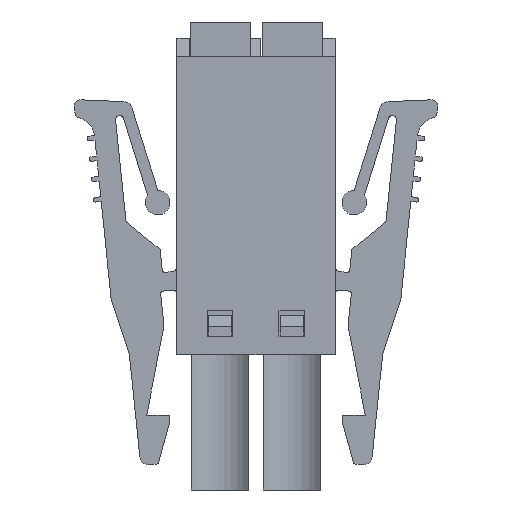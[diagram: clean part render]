
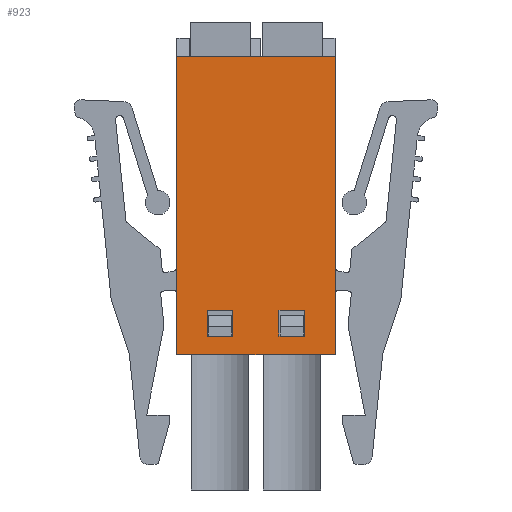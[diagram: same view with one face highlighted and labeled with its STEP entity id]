
A CAD part, front view. The second image highlights one B-rep face of the part: STEP entity #923.
In plain terms, the highlighted planar face has unit normal (0, -1, 0).
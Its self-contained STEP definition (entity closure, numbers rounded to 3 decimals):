
#923 = ADVANCED_FACE( '', ( #2174, #2175, #2176 ), #2177, .F. );
#2174 = FACE_BOUND( '', #3815, .T. );
#2175 = FACE_BOUND( '', #3816, .T. );
#2176 = FACE_OUTER_BOUND( '', #3817, .T. );
#2177 = PLANE( '', #3818 );
#3815 = EDGE_LOOP( '', ( #6241, #6242, #6243, #6244 ) );
#3816 = EDGE_LOOP( '', ( #6245, #6246, #6247, #6248 ) );
#3817 = EDGE_LOOP( '', ( #6249, #6250, #6251, #6252 ) );
#3818 = AXIS2_PLACEMENT_3D( '', #6253, #6254, #6255 );
#6241 = ORIENTED_EDGE( '', *, *, #10995, .F. );
#6242 = ORIENTED_EDGE( '', *, *, #10996, .F. );
#6243 = ORIENTED_EDGE( '', *, *, #10997, .F. );
#6244 = ORIENTED_EDGE( '', *, *, #10998, .F. );
#6245 = ORIENTED_EDGE( '', *, *, #10999, .F. );
#6246 = ORIENTED_EDGE( '', *, *, #11000, .F. );
#6247 = ORIENTED_EDGE( '', *, *, #11001, .F. );
#6248 = ORIENTED_EDGE( '', *, *, #11002, .F. );
#6249 = ORIENTED_EDGE( '', *, *, #11003, .T. );
#6250 = ORIENTED_EDGE( '', *, *, #11004, .F. );
#6251 = ORIENTED_EDGE( '', *, *, #11005, .F. );
#6252 = ORIENTED_EDGE( '', *, *, #11006, .T. );
#6253 = CARTESIAN_POINT( '', ( 3.85, -3.9, 7.25 ) );
#6254 = DIRECTION( '', ( 0., 1., 0. ) );
#6255 = DIRECTION( '', ( 0., 0., 1. ) );
#10995 = EDGE_CURVE( '', #13590, #13591, #13592, .T. );
#10996 = EDGE_CURVE( '', #13593, #13590, #13594, .T. );
#10997 = EDGE_CURVE( '', #13595, #13593, #13596, .T. );
#10998 = EDGE_CURVE( '', #13591, #13595, #13597, .T. );
#10999 = EDGE_CURVE( '', #13598, #13599, #13600, .T. );
#11000 = EDGE_CURVE( '', #13601, #13598, #13602, .T. );
#11001 = EDGE_CURVE( '', #13603, #13601, #13604, .T. );
#11002 = EDGE_CURVE( '', #13599, #13603, #13605, .T. );
#11003 = EDGE_CURVE( '', #13606, #13607, #13608, .T. );
#11004 = EDGE_CURVE( '', #13609, #13607, #13610, .T. );
#11005 = EDGE_CURVE( '', #13611, #13609, #13612, .T. );
#11006 = EDGE_CURVE( '', #13611, #13606, #13613, .T. );
#13590 = VERTEX_POINT( '', #17267 );
#13591 = VERTEX_POINT( '', #17268 );
#13592 = LINE( '', #17269, #17270 );
#13593 = VERTEX_POINT( '', #17271 );
#13594 = LINE( '', #17272, #17273 );
#13595 = VERTEX_POINT( '', #17274 );
#13596 = LINE( '', #17275, #17276 );
#13597 = LINE( '', #17277, #17278 );
#13598 = VERTEX_POINT( '', #17279 );
#13599 = VERTEX_POINT( '', #17280 );
#13600 = LINE( '', #17281, #17282 );
#13601 = VERTEX_POINT( '', #17283 );
#13602 = LINE( '', #17284, #17285 );
#13603 = VERTEX_POINT( '', #17286 );
#13604 = LINE( '', #17287, #17288 );
#13605 = LINE( '', #17289, #17290 );
#13606 = VERTEX_POINT( '', #17291 );
#13607 = VERTEX_POINT( '', #17292 );
#13608 = LINE( '', #17293, #17294 );
#13609 = VERTEX_POINT( '', #17295 );
#13610 = LINE( '', #17296, #17297 );
#13611 = VERTEX_POINT( '', #17298 );
#13612 = LINE( '', #17299, #17300 );
#13613 = LINE( '', #17301, #17302 );
#17267 = CARTESIAN_POINT( '', ( -2.38, -3.9, -6.35 ) );
#17268 = CARTESIAN_POINT( '', ( -1.13, -3.9, -6.35 ) );
#17269 = CARTESIAN_POINT( '', ( -2.38, -3.9, -6.35 ) );
#17270 = VECTOR( '', #20672, 1000. );
#17271 = CARTESIAN_POINT( '', ( -2.38, -3.9, -5.1 ) );
#17272 = CARTESIAN_POINT( '', ( -2.38, -3.9, -5.1 ) );
#17273 = VECTOR( '', #20673, 1000. );
#17274 = CARTESIAN_POINT( '', ( -1.13, -3.9, -5.1 ) );
#17275 = CARTESIAN_POINT( '', ( -1.13, -3.9, -5.1 ) );
#17276 = VECTOR( '', #20674, 1000. );
#17277 = CARTESIAN_POINT( '', ( -1.13, -3.9, -6.35 ) );
#17278 = VECTOR( '', #20675, 1000. );
#17279 = CARTESIAN_POINT( '', ( 1.12, -3.9, -6.35 ) );
#17280 = CARTESIAN_POINT( '', ( 2.37, -3.9, -6.35 ) );
#17281 = CARTESIAN_POINT( '', ( 1.12, -3.9, -6.35 ) );
#17282 = VECTOR( '', #20676, 1000. );
#17283 = CARTESIAN_POINT( '', ( 1.12, -3.9, -5.1 ) );
#17284 = CARTESIAN_POINT( '', ( 1.12, -3.9, -5.1 ) );
#17285 = VECTOR( '', #20677, 1000. );
#17286 = CARTESIAN_POINT( '', ( 2.37, -3.9, -5.1 ) );
#17287 = CARTESIAN_POINT( '', ( 2.37, -3.9, -5.1 ) );
#17288 = VECTOR( '', #20678, 1000. );
#17289 = CARTESIAN_POINT( '', ( 2.37, -3.9, -6.35 ) );
#17290 = VECTOR( '', #20679, 1000. );
#17291 = CARTESIAN_POINT( '', ( -3.85, -3.9, 7.25 ) );
#17292 = CARTESIAN_POINT( '', ( -3.85, -3.9, -7.25 ) );
#17293 = CARTESIAN_POINT( '', ( -3.85, -3.9, 7.25 ) );
#17294 = VECTOR( '', #20680, 1000. );
#17295 = CARTESIAN_POINT( '', ( 3.85, -3.9, -7.25 ) );
#17296 = CARTESIAN_POINT( '', ( 3.85, -3.9, -7.25 ) );
#17297 = VECTOR( '', #20681, 1000. );
#17298 = CARTESIAN_POINT( '', ( 3.85, -3.9, 7.25 ) );
#17299 = CARTESIAN_POINT( '', ( 3.85, -3.9, 7.25 ) );
#17300 = VECTOR( '', #20682, 1000. );
#17301 = CARTESIAN_POINT( '', ( 3.85, -3.9, 7.25 ) );
#17302 = VECTOR( '', #20683, 1000. );
#20672 = DIRECTION( '', ( 1., 0., 0. ) );
#20673 = DIRECTION( '', ( 0., 0., -1. ) );
#20674 = DIRECTION( '', ( -1., 0., 0. ) );
#20675 = DIRECTION( '', ( 0., 0., 1. ) );
#20676 = DIRECTION( '', ( 1., 0., 0. ) );
#20677 = DIRECTION( '', ( 0., 0., -1. ) );
#20678 = DIRECTION( '', ( -1., 0., 0. ) );
#20679 = DIRECTION( '', ( 0., 0., 1. ) );
#20680 = DIRECTION( '', ( 0., 0., -1. ) );
#20681 = DIRECTION( '', ( -1., 0., 0. ) );
#20682 = DIRECTION( '', ( 0., 0., -1. ) );
#20683 = DIRECTION( '', ( -1., 0., 0. ) );
